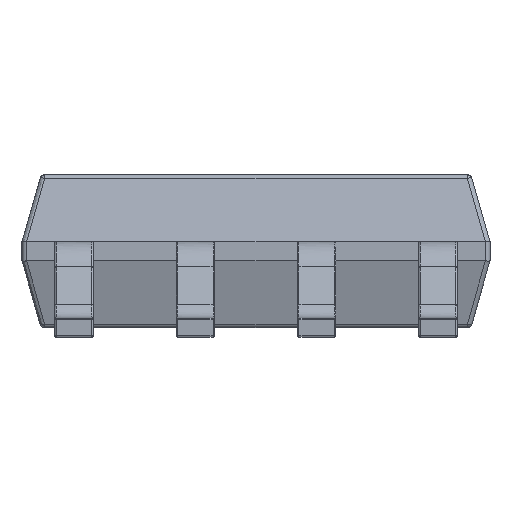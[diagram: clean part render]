
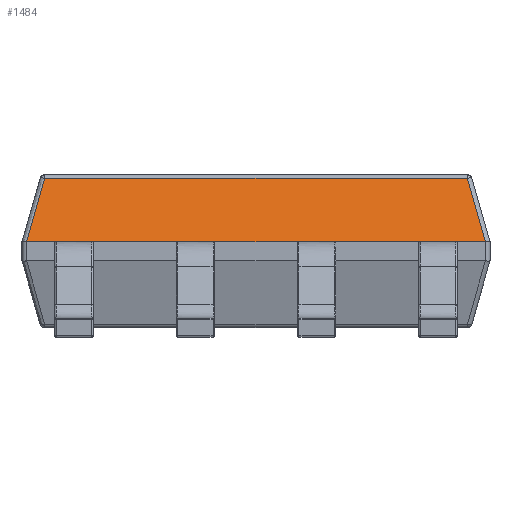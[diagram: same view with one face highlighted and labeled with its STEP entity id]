
A CAD part, left-side view. The second image highlights one B-rep face of the part: STEP entity #1484.
In plain terms, the highlighted free-form (B-spline) face has degree [1, 1] with [2, 2] control points.
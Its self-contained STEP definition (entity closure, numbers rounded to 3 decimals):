
#1370 = EDGE_CURVE('',#1371,#1373,#1375,.T.);
#1371 = VERTEX_POINT('',#1372);
#1372 = CARTESIAN_POINT('',(-1.95,-2.4,1.024));
#1373 = VERTEX_POINT('',#1374);
#1374 = CARTESIAN_POINT('',(-1.95,2.4,1.024));
#1375 = B_SPLINE_CURVE_WITH_KNOTS('',1,(#1376,#1377),.UNSPECIFIED.,.F.,
  .F.,(2,2),(-4.85,-0.05),.PIECEWISE_BEZIER_KNOTS.);
#1376 = CARTESIAN_POINT('',(-1.95,-2.4,1.024));
#1377 = CARTESIAN_POINT('',(-1.95,2.4,1.024));
#1484 = ADVANCED_FACE('',(#1485),#1525,.T.);
#1485 = FACE_BOUND('',#1486,.T.);
#1486 = EDGE_LOOP('',(#1487,#1488,#1497,#1504,#1511,#1518));
#1487 = ORIENTED_EDGE('',*,*,#1370,.F.);
#1488 = ORIENTED_EDGE('',*,*,#1489,.T.);
#1489 = EDGE_CURVE('',#1371,#1490,#1492,.T.);
#1490 = VERTEX_POINT('',#1491);
#1491 = CARTESIAN_POINT('',(-1.95,-2.402,
    1.024));
#1492 = ( BOUNDED_CURVE() B_SPLINE_CURVE(3,(#1493,#1494,#1495,#1496),
.UNSPECIFIED.,.F.,.F.) B_SPLINE_CURVE_WITH_KNOTS((4,4),(
    0.,0.038),.PIECEWISE_BEZIER_KNOTS.) 
CURVE() GEOMETRIC_REPRESENTATION_ITEM() RATIONAL_B_SPLINE_CURVE((1.,
1.,1.,1.)) REPRESENTATION_ITEM('') );
#1493 = CARTESIAN_POINT('',(-1.95,-2.4,1.024));
#1494 = CARTESIAN_POINT('',(-1.95,-2.401,1.024));
#1495 = CARTESIAN_POINT('',(-1.95,-2.401,
    1.024));
#1496 = CARTESIAN_POINT('',(-1.95,-2.402,
    1.024));
#1497 = ORIENTED_EDGE('',*,*,#1498,.T.);
#1498 = EDGE_CURVE('',#1490,#1499,#1501,.T.);
#1499 = VERTEX_POINT('',#1500);
#1500 = CARTESIAN_POINT('',(-1.76,-2.212,
    1.687));
#1501 = B_SPLINE_CURVE_WITH_KNOTS('',1,(#1502,#1503),.UNSPECIFIED.,.F.,
  .F.,(2,2),(-1.338,-0.622),.PIECEWISE_BEZIER_KNOTS.);
#1502 = CARTESIAN_POINT('',(-1.95,-2.402,
    1.024));
#1503 = CARTESIAN_POINT('',(-1.76,-2.212,
    1.687));
#1504 = ORIENTED_EDGE('',*,*,#1505,.T.);
#1505 = EDGE_CURVE('',#1499,#1506,#1508,.T.);
#1506 = VERTEX_POINT('',#1507);
#1507 = CARTESIAN_POINT('',(-1.76,2.212,
    1.687));
#1508 = B_SPLINE_CURVE_WITH_KNOTS('',1,(#1509,#1510),.UNSPECIFIED.,.F.,
  .F.,(2,2),(-2.212,2.212),.PIECEWISE_BEZIER_KNOTS.);
#1509 = CARTESIAN_POINT('',(-1.76,-2.212,
    1.687));
#1510 = CARTESIAN_POINT('',(-1.76,2.212,
    1.687));
#1511 = ORIENTED_EDGE('',*,*,#1512,.T.);
#1512 = EDGE_CURVE('',#1506,#1513,#1515,.T.);
#1513 = VERTEX_POINT('',#1514);
#1514 = CARTESIAN_POINT('',(-1.95,2.402,
    1.024));
#1515 = B_SPLINE_CURVE_WITH_KNOTS('',1,(#1516,#1517),.UNSPECIFIED.,.F.,
  .F.,(2,2),(0.622,1.338),.PIECEWISE_BEZIER_KNOTS.);
#1516 = CARTESIAN_POINT('',(-1.76,2.212,
    1.687));
#1517 = CARTESIAN_POINT('',(-1.95,2.402,
    1.024));
#1518 = ORIENTED_EDGE('',*,*,#1519,.T.);
#1519 = EDGE_CURVE('',#1513,#1373,#1520,.T.);
#1520 = ( BOUNDED_CURVE() B_SPLINE_CURVE(3,(#1521,#1522,#1523,#1524),
.UNSPECIFIED.,.F.,.F.) B_SPLINE_CURVE_WITH_KNOTS((4,4),(6.245,
6.283),.PIECEWISE_BEZIER_KNOTS.) CURVE() 
GEOMETRIC_REPRESENTATION_ITEM() RATIONAL_B_SPLINE_CURVE((1.,
1.,1.,1.)) REPRESENTATION_ITEM('') );
#1521 = CARTESIAN_POINT('',(-1.95,2.402,
    1.024));
#1522 = CARTESIAN_POINT('',(-1.95,2.401,
    1.024));
#1523 = CARTESIAN_POINT('',(-1.95,2.401,1.024));
#1524 = CARTESIAN_POINT('',(-1.95,2.4,1.024));
#1525 = B_SPLINE_SURFACE_WITH_KNOTS('',1,1,(
    (#1526,#1527)
    ,(#1528,#1529
    )),.UNSPECIFIED.,.F.,.F.,.F.,(2,2),(2,2),(-2.402,
    2.402),(0.038,0.728),
  .PIECEWISE_BEZIER_KNOTS.);
#1526 = CARTESIAN_POINT('',(-1.76,-2.402,
    1.687));
#1527 = CARTESIAN_POINT('',(-1.95,-2.402,1.024));
#1528 = CARTESIAN_POINT('',(-1.76,2.402,
    1.687));
#1529 = CARTESIAN_POINT('',(-1.95,2.402,1.024));
